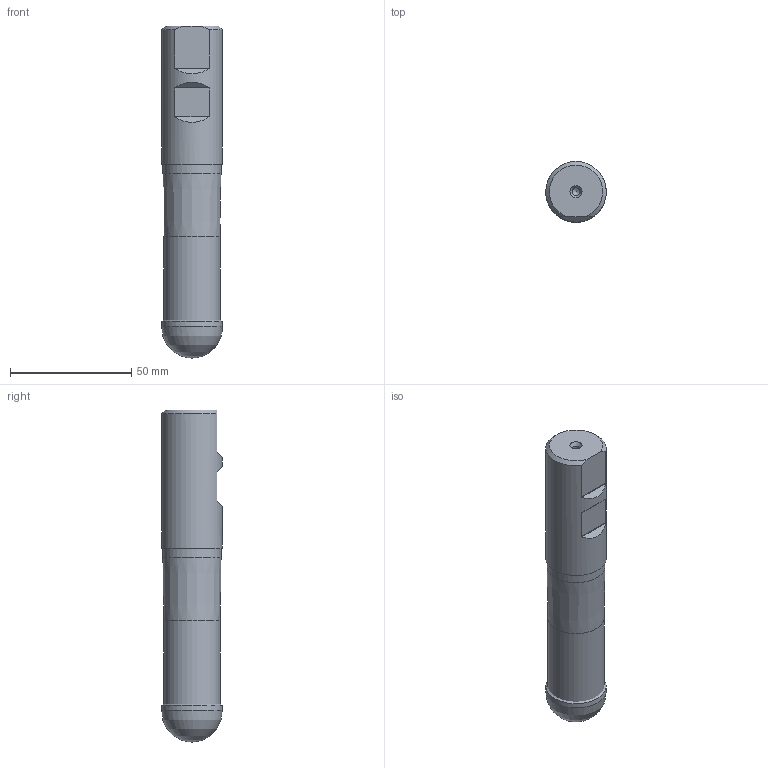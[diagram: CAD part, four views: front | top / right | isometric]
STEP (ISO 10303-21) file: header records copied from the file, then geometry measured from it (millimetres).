
FILE_DESCRIPTION(/* description */ (''),/* implementation_level */ '2;1');
FILE_NAME(/* name */ '25K3R080B25-CXP25_115009544ndi000_00-SIM.stp',/* time_stamp */ '2019-12-09T10:15:35+01:00',/* author */ (''),/* organization */ (''),/* preprocessor_version */ 'ST-DEVELOPER v16.7',/* originating_system */ 'SIEMENS PLM Software NX 12.0',/* authorisation */ '');
FILE_SCHEMA (('AUTOMOTIVE_DESIGN { 1 0 10303 214 3 1 1 1 }'));
Length unit declared in the file: millimetre
Products named in the file (1): hm1522F0B8948c7n
Bounding box: 25.02 x 25.01 x 137.08 mm (x, y, z)
Volume: 65050.2 mm3; surface area: 12737.7 mm2
Topology: 2 solids, 2 shells, 33 faces, 84 edges, 54 vertices
Faces by surface type: revolution 13, plane 8, cylinder 7, cone 4, sphere 1
Full cylindrical faces by diameter (mm): 3.15 x1, 23.256 x1, 24 x1, 24.989 x1
Entity records: 908 total; most frequent: CARTESIAN_POINT 228, DIRECTION 134, ORIENTED_EDGE 92, EDGE_LOOP 56, AXIS2_PLACEMENT_3D 50, FACE_BOUND 47, EDGE_CURVE 46, VERTEX_POINT 39
